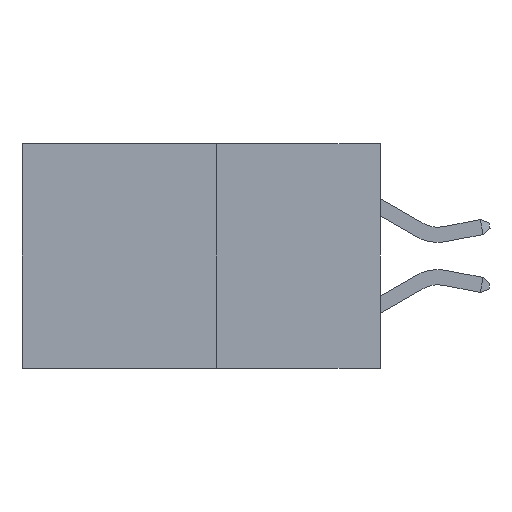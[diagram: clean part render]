
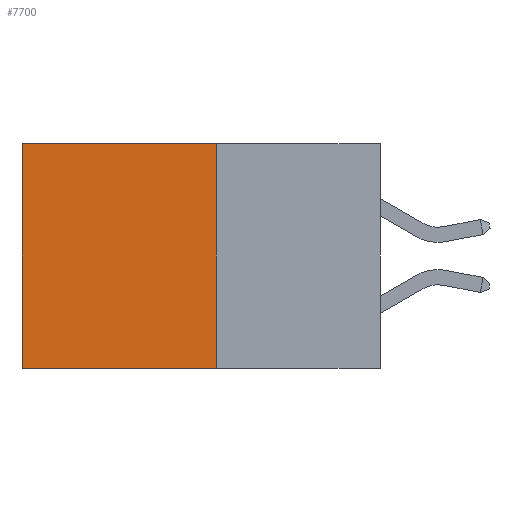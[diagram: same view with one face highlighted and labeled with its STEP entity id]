
A CAD part, left-side view. The second image highlights one B-rep face of the part: STEP entity #7700.
In plain terms, the highlighted planar face has unit normal (-1, 0, 0).
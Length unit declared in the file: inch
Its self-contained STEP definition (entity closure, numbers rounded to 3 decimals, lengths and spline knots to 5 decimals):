
#614 = ORIENTED_EDGE ( 'NONE', *, *, #6150, .T. ) ;
#632 = PLANE ( 'NONE',  #7473 ) ;
#1091 = EDGE_CURVE ( 'NONE', #8968, #6341, #13320, .T. ) ;
#1561 = CARTESIAN_POINT ( 'NONE',  ( 0.277, 0.27, -0.37 ) ) ;
#2004 = CARTESIAN_POINT ( 'NONE',  ( 0.277, 0.27, -0.37 ) ) ;
#2444 = LINE ( 'NONE', #8470, #8564 ) ;
#2532 = VERTEX_POINT ( 'NONE', #11456 ) ;
#2789 = DIRECTION ( 'NONE',  ( 0., 1., 0. ) ) ;
#3179 = DIRECTION ( 'NONE',  ( 1., 0., 0. ) ) ;
#3251 = DIRECTION ( 'NONE',  ( 0., 0., -1. ) ) ;
#4263 = ORIENTED_EDGE ( 'NONE', *, *, #7075, .F. ) ;
#4855 = VECTOR ( 'NONE', #2789, 39.37008 ) ;
#5556 = LINE ( 'NONE', #2004, #11059 ) ;
#5587 = LINE ( 'NONE', #1561, #4855 ) ;
#6150 = EDGE_CURVE ( 'NONE', #6341, #2532, #2444, .T. ) ;
#6183 = EDGE_CURVE ( 'NONE', #6297, #2532, #5587, .T. ) ;
#6297 = VERTEX_POINT ( 'NONE', #6485 ) ;
#6341 = VERTEX_POINT ( 'NONE', #9834 ) ;
#6485 = CARTESIAN_POINT ( 'NONE',  ( 0.277, 0.27, -0.37 ) ) ;
#6645 = CARTESIAN_POINT ( 'NONE',  ( 0.277, 0.27, -0.37 ) ) ;
#6857 = CARTESIAN_POINT ( 'NONE',  ( 0.277, 0.27, 0. ) ) ;
#7075 = EDGE_CURVE ( 'NONE', #8968, #6297, #5556, .T. ) ;
#7302 = ORIENTED_EDGE ( 'NONE', *, *, #1091, .T. ) ;
#7336 = EDGE_LOOP ( 'NONE', ( #614, #12639, #4263, #7302 ) ) ;
#7473 = AXIS2_PLACEMENT_3D ( 'NONE', #6645, #3179, #11017 ) ;
#7700 = ADVANCED_FACE ( 'NONE', ( #12166 ), #632, .F. ) ;
#7708 = VECTOR ( 'NONE', #10605, 39.37008 ) ;
#8273 = CARTESIAN_POINT ( 'NONE',  ( 0.277, 0.27, 0. ) ) ;
#8429 = DIRECTION ( 'NONE',  ( 0., 0., -1. ) ) ;
#8470 = CARTESIAN_POINT ( 'NONE',  ( 0.277, 0.59, -0.37 ) ) ;
#8564 = VECTOR ( 'NONE', #8429, 39.37008 ) ;
#8968 = VERTEX_POINT ( 'NONE', #8273 ) ;
#9834 = CARTESIAN_POINT ( 'NONE',  ( 0.277, 0.59, 0. ) ) ;
#10605 = DIRECTION ( 'NONE',  ( 0., 1., 0. ) ) ;
#11017 = DIRECTION ( 'NONE',  ( 0., 0., -1. ) ) ;
#11059 = VECTOR ( 'NONE', #3251, 39.37008 ) ;
#11456 = CARTESIAN_POINT ( 'NONE',  ( 0.277, 0.59, -0.37 ) ) ;
#12166 = FACE_OUTER_BOUND ( 'NONE', #7336, .T. ) ;
#12639 = ORIENTED_EDGE ( 'NONE', *, *, #6183, .F. ) ;
#13320 = LINE ( 'NONE', #6857, #7708 ) ;
